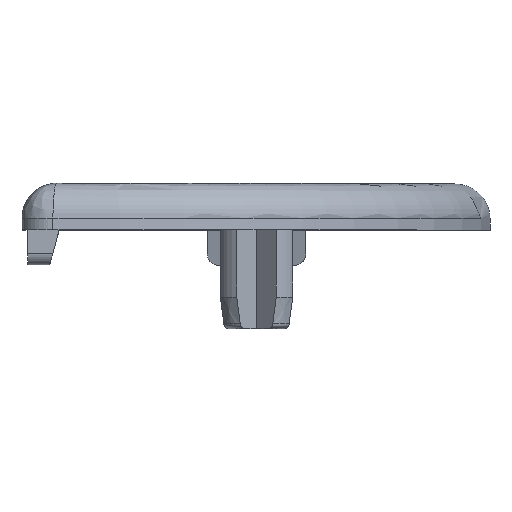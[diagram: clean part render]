
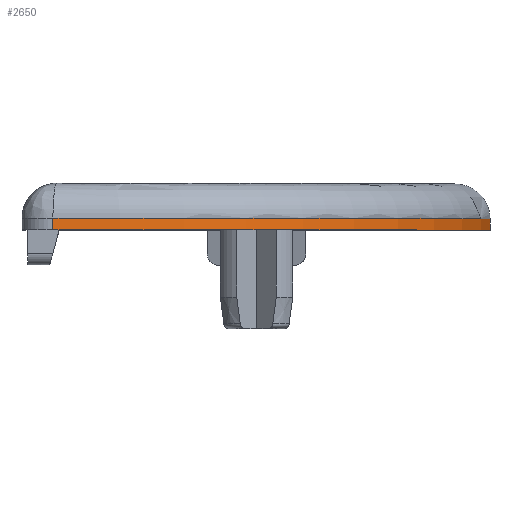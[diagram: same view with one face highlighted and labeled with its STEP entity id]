
A CAD part, top view. The second image highlights one B-rep face of the part: STEP entity #2650.
In plain terms, the highlighted cylindrical face has radius 40.4 mm (diameter 80.8 mm), a partial arc.
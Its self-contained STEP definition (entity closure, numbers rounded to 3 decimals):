
#799 = PLANE('',#800);
#800 = AXIS2_PLACEMENT_3D('',#801,#802,#803);
#801 = CARTESIAN_POINT('',(-17.7,-4.,-17.7));
#802 = DIRECTION('',(0.,1.,0.));
#803 = DIRECTION('',(0.,-0.,1.));
#2087 = VERTEX_POINT('',#2088);
#2088 = CARTESIAN_POINT('',(20.112,-4.,-17.535));
#2103 = CYLINDRICAL_SURFACE('',#2104,2.5);
#2104 = AXIS2_PLACEMENT_3D('',#2105,#2106,#2107);
#2105 = CARTESIAN_POINT('',(17.617,-4.,-17.7));
#2106 = DIRECTION('',(-0.,-1.,-0.));
#2107 = DIRECTION('',(0.,-0.,1.));
#2115 = EDGE_CURVE('',#2116,#2087,#2118,.T.);
#2116 = VERTEX_POINT('',#2117);
#2117 = CARTESIAN_POINT('',(-17.535,-4.,20.112));
#2118 = SURFACE_CURVE('',#2119,(#2124,#2131),.PCURVE_S1.);
#2119 = CIRCLE('',#2120,40.4);
#2120 = AXIS2_PLACEMENT_3D('',#2121,#2122,#2123);
#2121 = CARTESIAN_POINT('',(-20.2,-4.,-20.2));
#2122 = DIRECTION('',(-0.,1.,0.));
#2123 = DIRECTION('',(1.,0.,0.));
#2124 = PCURVE('',#799,#2125);
#2125 = DEFINITIONAL_REPRESENTATION('',(#2126),#2130);
#2126 = CIRCLE('',#2127,40.4);
#2127 = AXIS2_PLACEMENT_2D('',#2128,#2129);
#2128 = CARTESIAN_POINT('',(-2.5,-2.5));
#2129 = DIRECTION('',(0.,1.));
#2130 = ( GEOMETRIC_REPRESENTATION_CONTEXT(2) 
PARAMETRIC_REPRESENTATION_CONTEXT() REPRESENTATION_CONTEXT('2D SPACE',''
  ) );
#2131 = PCURVE('',#2132,#2137);
#2132 = CYLINDRICAL_SURFACE('',#2133,40.4);
#2133 = AXIS2_PLACEMENT_3D('',#2134,#2135,#2136);
#2134 = CARTESIAN_POINT('',(-20.2,-4.,-20.2));
#2135 = DIRECTION('',(-0.,-1.,-0.));
#2136 = DIRECTION('',(0.,-0.,1.));
#2137 = DEFINITIONAL_REPRESENTATION('',(#2138),#2142);
#2138 = LINE('',#2139,#2140);
#2139 = CARTESIAN_POINT('',(10.996,0.));
#2140 = VECTOR('',#2141,1.);
#2141 = DIRECTION('',(-1.,0.));
#2142 = ( GEOMETRIC_REPRESENTATION_CONTEXT(2) 
PARAMETRIC_REPRESENTATION_CONTEXT() REPRESENTATION_CONTEXT('2D SPACE',''
  ) );
#2161 = CYLINDRICAL_SURFACE('',#2162,2.5);
#2162 = AXIS2_PLACEMENT_3D('',#2163,#2164,#2165);
#2163 = CARTESIAN_POINT('',(-17.7,-4.,17.617));
#2164 = DIRECTION('',(-0.,-1.,-0.));
#2165 = DIRECTION('',(0.,-0.,1.));
#2231 = TOROIDAL_SURFACE('',#2232,37.4,3.);
#2232 = AXIS2_PLACEMENT_3D('',#2233,#2234,#2235);
#2233 = CARTESIAN_POINT('',(-20.2,-3.,-20.2));
#2234 = DIRECTION('',(0.,1.,0.));
#2235 = DIRECTION('',(0.,-0.,1.));
#2373 = VERTEX_POINT('',#2374);
#2374 = CARTESIAN_POINT('',(20.112,-3.,-17.535));
#2629 = EDGE_CURVE('',#2087,#2373,#2630,.T.);
#2630 = SURFACE_CURVE('',#2631,(#2635,#2642),.PCURVE_S1.);
#2631 = LINE('',#2632,#2633);
#2632 = CARTESIAN_POINT('',(20.112,-4.,-17.535));
#2633 = VECTOR('',#2634,1.);
#2634 = DIRECTION('',(0.,1.,0.));
#2635 = PCURVE('',#2103,#2636);
#2636 = DEFINITIONAL_REPRESENTATION('',(#2637),#2641);
#2637 = LINE('',#2638,#2639);
#2638 = CARTESIAN_POINT('',(4.778,0.));
#2639 = VECTOR('',#2640,1.);
#2640 = DIRECTION('',(0.,-1.));
#2641 = ( GEOMETRIC_REPRESENTATION_CONTEXT(2) 
PARAMETRIC_REPRESENTATION_CONTEXT() REPRESENTATION_CONTEXT('2D SPACE',''
  ) );
#2642 = PCURVE('',#2132,#2643);
#2643 = DEFINITIONAL_REPRESENTATION('',(#2644),#2648);
#2644 = LINE('',#2645,#2646);
#2645 = CARTESIAN_POINT('',(4.778,0.));
#2646 = VECTOR('',#2647,1.);
#2647 = DIRECTION('',(0.,-1.));
#2648 = ( GEOMETRIC_REPRESENTATION_CONTEXT(2) 
PARAMETRIC_REPRESENTATION_CONTEXT() REPRESENTATION_CONTEXT('2D SPACE',''
  ) );
#2650 = ADVANCED_FACE('',(#2651),#2132,.T.);
#2651 = FACE_BOUND('',#2652,.T.);
#2652 = EDGE_LOOP('',(#2653,#2654,#2678,#2699));
#2653 = ORIENTED_EDGE('',*,*,#2629,.T.);
#2654 = ORIENTED_EDGE('',*,*,#2655,.F.);
#2655 = EDGE_CURVE('',#2656,#2373,#2658,.T.);
#2656 = VERTEX_POINT('',#2657);
#2657 = CARTESIAN_POINT('',(-17.535,-3.,20.112));
#2658 = SURFACE_CURVE('',#2659,(#2664,#2671),.PCURVE_S1.);
#2659 = CIRCLE('',#2660,40.4);
#2660 = AXIS2_PLACEMENT_3D('',#2661,#2662,#2663);
#2661 = CARTESIAN_POINT('',(-20.2,-3.,-20.2));
#2662 = DIRECTION('',(0.,1.,0.));
#2663 = DIRECTION('',(0.,-0.,1.));
#2664 = PCURVE('',#2132,#2665);
#2665 = DEFINITIONAL_REPRESENTATION('',(#2666),#2670);
#2666 = LINE('',#2667,#2668);
#2667 = CARTESIAN_POINT('',(6.283,-1.));
#2668 = VECTOR('',#2669,1.);
#2669 = DIRECTION('',(-1.,0.));
#2670 = ( GEOMETRIC_REPRESENTATION_CONTEXT(2) 
PARAMETRIC_REPRESENTATION_CONTEXT() REPRESENTATION_CONTEXT('2D SPACE',''
  ) );
#2671 = PCURVE('',#2231,#2672);
#2672 = DEFINITIONAL_REPRESENTATION('',(#2673),#2677);
#2673 = LINE('',#2674,#2675);
#2674 = CARTESIAN_POINT('',(0.,0.));
#2675 = VECTOR('',#2676,1.);
#2676 = DIRECTION('',(1.,0.));
#2677 = ( GEOMETRIC_REPRESENTATION_CONTEXT(2) 
PARAMETRIC_REPRESENTATION_CONTEXT() REPRESENTATION_CONTEXT('2D SPACE',''
  ) );
#2678 = ORIENTED_EDGE('',*,*,#2679,.F.);
#2679 = EDGE_CURVE('',#2116,#2656,#2680,.T.);
#2680 = SURFACE_CURVE('',#2681,(#2685,#2692),.PCURVE_S1.);
#2681 = LINE('',#2682,#2683);
#2682 = CARTESIAN_POINT('',(-17.535,-4.,20.112));
#2683 = VECTOR('',#2684,1.);
#2684 = DIRECTION('',(0.,1.,0.));
#2685 = PCURVE('',#2132,#2686);
#2686 = DEFINITIONAL_REPRESENTATION('',(#2687),#2691);
#2687 = LINE('',#2688,#2689);
#2688 = CARTESIAN_POINT('',(6.217,0.));
#2689 = VECTOR('',#2690,1.);
#2690 = DIRECTION('',(0.,-1.));
#2691 = ( GEOMETRIC_REPRESENTATION_CONTEXT(2) 
PARAMETRIC_REPRESENTATION_CONTEXT() REPRESENTATION_CONTEXT('2D SPACE',''
  ) );
#2692 = PCURVE('',#2161,#2693);
#2693 = DEFINITIONAL_REPRESENTATION('',(#2694),#2698);
#2694 = LINE('',#2695,#2696);
#2695 = CARTESIAN_POINT('',(-0.066,0.));
#2696 = VECTOR('',#2697,1.);
#2697 = DIRECTION('',(0.,-1.));
#2698 = ( GEOMETRIC_REPRESENTATION_CONTEXT(2) 
PARAMETRIC_REPRESENTATION_CONTEXT() REPRESENTATION_CONTEXT('2D SPACE',''
  ) );
#2699 = ORIENTED_EDGE('',*,*,#2115,.T.);
